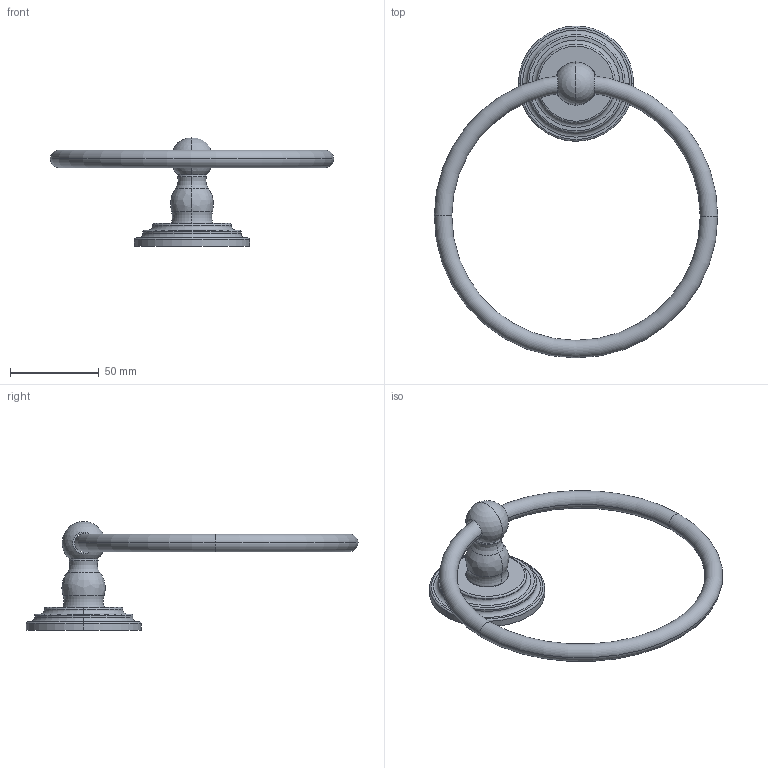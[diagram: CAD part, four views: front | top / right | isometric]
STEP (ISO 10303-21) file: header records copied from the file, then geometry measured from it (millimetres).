
FILE_DESCRIPTION((''),'2;1');
FILE_NAME('890-1410','2025-04-22T17:07:44',('SwamiS'),(''),'CREO PARAMETRIC BY PTC INC, 2023134','CREO PARAMETRIC BY PTC INC, 2023134','');
FILE_SCHEMA(('CONFIG_CONTROL_DESIGN'));
Length unit declared in the file: inch
Products named in the file (1): 890-1410
Bounding box: 160.02 x 187.41 x 61.52 mm (x, y, z)
Volume: 60160 mm3; surface area: 38289.5 mm2
Topology: 2 solids, 2 shells, 53 faces, 108 edges, 63 vertices
Faces by surface type: torus 22, cylinder 16, plane 9, cone 2, sphere 2, bspline 2
Entity records: 1496 total; most frequent: DIRECTION 296, CARTESIAN_POINT 276, ORIENTED_EDGE 212, AXIS2_PLACEMENT_3D 139, EDGE_CURVE 106, CIRCLE 88, VERTEX_POINT 63, EDGE_LOOP 63
